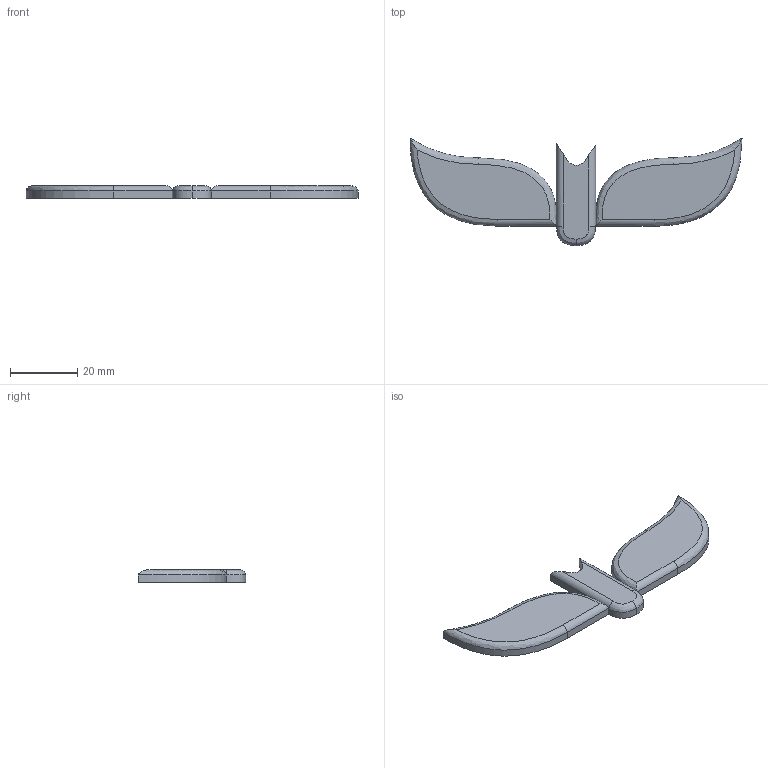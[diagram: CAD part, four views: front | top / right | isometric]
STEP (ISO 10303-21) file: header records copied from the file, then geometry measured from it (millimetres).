
FILE_DESCRIPTION(/* description */ (''),/* implementation_level */ '2;1');
FILE_NAME(/* name */ 'stem.step',/* time_stamp */ '2022-10-28T00:57:36+09:00',/* author */ (''),/* organization */ (''),/* preprocessor_version */ 'ST-DEVELOPER v19',/* originating_system */ 'Autodesk Translation Framework v11.7.0.108',/* authorisation */ '');
FILE_SCHEMA (('AUTOMOTIVE_DESIGN { 1 0 10303 214 3 1 1 }'));
Length unit declared in the file: millimetre
Products named in the file (1): stem
Bounding box: 98.95 x 32.01 x 3.8 mm (x, y, z)
Volume: 6541.8 mm3; surface area: 4499.7 mm2
Topology: 1 solids, 1 shells, 31 faces, 72 edges, 43 vertices
Faces by surface type: bspline 16, plane 10, cylinder 5
Entity records: 1385 total; most frequent: CARTESIAN_POINT 739, ORIENTED_EDGE 144, DIRECTION 87, EDGE_CURVE 72, VERTEX_POINT 43, LINE 33, VECTOR 33, FACE_OUTER_BOUND 31
